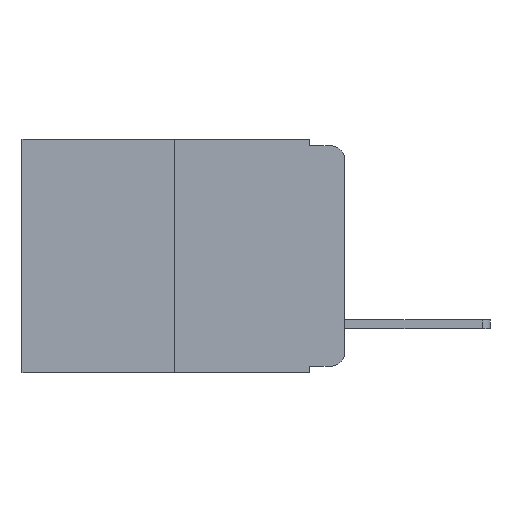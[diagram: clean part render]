
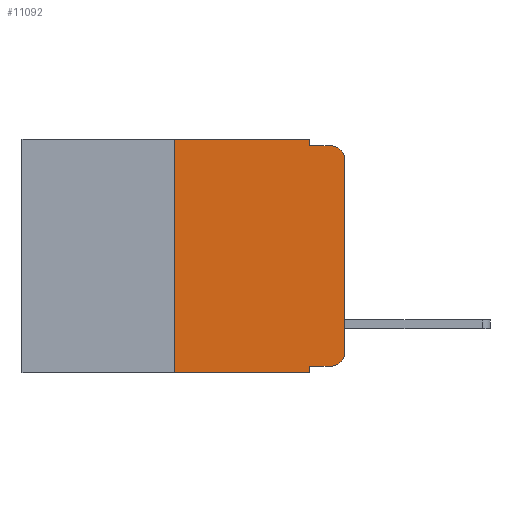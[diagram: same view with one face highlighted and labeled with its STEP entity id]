
A CAD part, left-side view. The second image highlights one B-rep face of the part: STEP entity #11092.
In plain terms, the highlighted planar face has unit normal (-1, 0, 0).
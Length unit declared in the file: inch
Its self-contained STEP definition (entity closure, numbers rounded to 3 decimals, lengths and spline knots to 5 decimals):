
#87 = AXIS2_PLACEMENT_3D ( 'NONE', #6270, #14243, #7556 ) ;
#109 = CIRCLE ( 'NONE', #2419, 0.02 ) ;
#397 = PLANE ( 'NONE',  #1032 ) ;
#962 = ORIENTED_EDGE ( 'NONE', *, *, #6433, .T. ) ;
#1032 = AXIS2_PLACEMENT_3D ( 'NONE', #4167, #14549, #7896 ) ;
#1073 = CARTESIAN_POINT ( 'NONE',  ( 0., 0.25, -0.343 ) ) ;
#1079 = VECTOR ( 'NONE', #14822, 39.37008 ) ;
#1242 = CARTESIAN_POINT ( 'NONE',  ( 0., 0.25, 0. ) ) ;
#1356 = CARTESIAN_POINT ( 'NONE',  ( 0., 0., 0. ) ) ;
#1403 = VERTEX_POINT ( 'NONE', #2189 ) ;
#1703 = EDGE_LOOP ( 'NONE', ( #9144, #14298, #6319, #12474, #3864, #7139, #10200, #13151, #962, #7532 ) ) ;
#1941 = CARTESIAN_POINT ( 'NONE',  ( 0., 0.02, -0.01 ) ) ;
#2085 = VERTEX_POINT ( 'NONE', #1941 ) ;
#2189 = CARTESIAN_POINT ( 'NONE',  ( 0., 0.051, -0.343 ) ) ;
#2193 = DIRECTION ( 'NONE',  ( 0., -1., 0. ) ) ;
#2419 = AXIS2_PLACEMENT_3D ( 'NONE', #10583, #3487, #11707 ) ;
#2867 = VECTOR ( 'NONE', #6250, 39.37008 ) ;
#2963 = VERTEX_POINT ( 'NONE', #1242 ) ;
#3487 = DIRECTION ( 'NONE',  ( -1., 0., 0. ) ) ;
#3864 = ORIENTED_EDGE ( 'NONE', *, *, #9356, .F. ) ;
#4167 = CARTESIAN_POINT ( 'NONE',  ( 0., 0.473, 0. ) ) ;
#4277 = VERTEX_POINT ( 'NONE', #1073 ) ;
#4329 = LINE ( 'NONE', #5686, #1079 ) ;
#4540 = CARTESIAN_POINT ( 'NONE',  ( 0., 0.051, -0.01 ) ) ;
#5114 = CARTESIAN_POINT ( 'NONE',  ( 0., 0.473, -0.343 ) ) ;
#5455 = CARTESIAN_POINT ( 'NONE',  ( 0., 0.02, -0.333 ) ) ;
#5594 = EDGE_CURVE ( 'NONE', #10618, #12701, #109, .T. ) ;
#5686 = CARTESIAN_POINT ( 'NONE',  ( 0., 0.051, 0. ) ) ;
#5821 = LINE ( 'NONE', #5114, #11696 ) ;
#6036 = LINE ( 'NONE', #1356, #2867 ) ;
#6078 = DIRECTION ( 'NONE',  ( 0., 0., -1. ) ) ;
#6250 = DIRECTION ( 'NONE',  ( 0., 0., 1. ) ) ;
#6270 = CARTESIAN_POINT ( 'NONE',  ( 0., 0.02, -0.03 ) ) ;
#6319 = ORIENTED_EDGE ( 'NONE', *, *, #10384, .F. ) ;
#6433 = EDGE_CURVE ( 'NONE', #13754, #10618, #15182, .T. ) ;
#6946 = CARTESIAN_POINT ( 'NONE',  ( 0., 0.051, 0. ) ) ;
#6951 = VECTOR ( 'NONE', #2193, 39.37008 ) ;
#7139 = ORIENTED_EDGE ( 'NONE', *, *, #8862, .F. ) ;
#7299 = DIRECTION ( 'NONE',  ( 0., -1., 0. ) ) ;
#7532 = ORIENTED_EDGE ( 'NONE', *, *, #5594, .T. ) ;
#7556 = DIRECTION ( 'NONE',  ( 0., 0., -1. ) ) ;
#7896 = DIRECTION ( 'NONE',  ( 0., 0., -1. ) ) ;
#8105 = EDGE_CURVE ( 'NONE', #13754, #1403, #4329, .T. ) ;
#8162 = LINE ( 'NONE', #8513, #10832 ) ;
#8499 = LINE ( 'NONE', #13627, #14062 ) ;
#8513 = CARTESIAN_POINT ( 'NONE',  ( 0., 0.25, 0. ) ) ;
#8678 = LINE ( 'NONE', #14079, #11348 ) ;
#8776 = CARTESIAN_POINT ( 'NONE',  ( 0., 0., -0.313 ) ) ;
#8812 = DIRECTION ( 'NONE',  ( 0., -1., 0. ) ) ;
#8862 = EDGE_CURVE ( 'NONE', #4277, #2963, #8162, .T. ) ;
#9065 = EDGE_CURVE ( 'NONE', #4277, #1403, #5821, .T. ) ;
#9144 = ORIENTED_EDGE ( 'NONE', *, *, #11870, .T. ) ;
#9356 = EDGE_CURVE ( 'NONE', #2963, #11545, #8499, .T. ) ;
#9430 = VERTEX_POINT ( 'NONE', #4540 ) ;
#9612 = EDGE_CURVE ( 'NONE', #11545, #9430, #8678, .T. ) ;
#9687 = VERTEX_POINT ( 'NONE', #9770 ) ;
#9770 = CARTESIAN_POINT ( 'NONE',  ( 0., 0., -0.03 ) ) ;
#9815 = VECTOR ( 'NONE', #7299, 39.37008 ) ;
#10200 = ORIENTED_EDGE ( 'NONE', *, *, #9065, .T. ) ;
#10384 = EDGE_CURVE ( 'NONE', #9430, #2085, #13134, .T. ) ;
#10538 = CARTESIAN_POINT ( 'NONE',  ( 0., 0.051, -0.333 ) ) ;
#10583 = CARTESIAN_POINT ( 'NONE',  ( 0., 0.02, -0.313 ) ) ;
#10618 = VERTEX_POINT ( 'NONE', #5455 ) ;
#10832 = VECTOR ( 'NONE', #15142, 39.37008 ) ;
#11092 = ADVANCED_FACE ( 'NONE', ( #13110 ), #397, .F. ) ;
#11120 = CARTESIAN_POINT ( 'NONE',  ( 0., 0.051, -0.333 ) ) ;
#11166 = EDGE_CURVE ( 'NONE', #9687, #2085, #12074, .T. ) ;
#11348 = VECTOR ( 'NONE', #6078, 39.37008 ) ;
#11545 = VERTEX_POINT ( 'NONE', #6946 ) ;
#11696 = VECTOR ( 'NONE', #8812, 39.37008 ) ;
#11707 = DIRECTION ( 'NONE',  ( 0., 0., -1. ) ) ;
#11870 = EDGE_CURVE ( 'NONE', #12701, #9687, #6036, .T. ) ;
#12074 = CIRCLE ( 'NONE', #87, 0.02 ) ;
#12474 = ORIENTED_EDGE ( 'NONE', *, *, #9612, .F. ) ;
#12701 = VERTEX_POINT ( 'NONE', #8776 ) ;
#13110 = FACE_OUTER_BOUND ( 'NONE', #1703, .T. ) ;
#13134 = LINE ( 'NONE', #15101, #9815 ) ;
#13151 = ORIENTED_EDGE ( 'NONE', *, *, #8105, .F. ) ;
#13627 = CARTESIAN_POINT ( 'NONE',  ( 0., 0.473, 0. ) ) ;
#13669 = DIRECTION ( 'NONE',  ( 0., -1., 0. ) ) ;
#13754 = VERTEX_POINT ( 'NONE', #11120 ) ;
#14062 = VECTOR ( 'NONE', #13669, 39.37008 ) ;
#14079 = CARTESIAN_POINT ( 'NONE',  ( 0., 0.051, 0. ) ) ;
#14243 = DIRECTION ( 'NONE',  ( -1., 0., 0. ) ) ;
#14298 = ORIENTED_EDGE ( 'NONE', *, *, #11166, .T. ) ;
#14549 = DIRECTION ( 'NONE',  ( 1., 0., 0. ) ) ;
#14822 = DIRECTION ( 'NONE',  ( 0., 0., -1. ) ) ;
#15101 = CARTESIAN_POINT ( 'NONE',  ( 0., 0.051, -0.01 ) ) ;
#15142 = DIRECTION ( 'NONE',  ( 0., 0., 1. ) ) ;
#15182 = LINE ( 'NONE', #10538, #6951 ) ;
